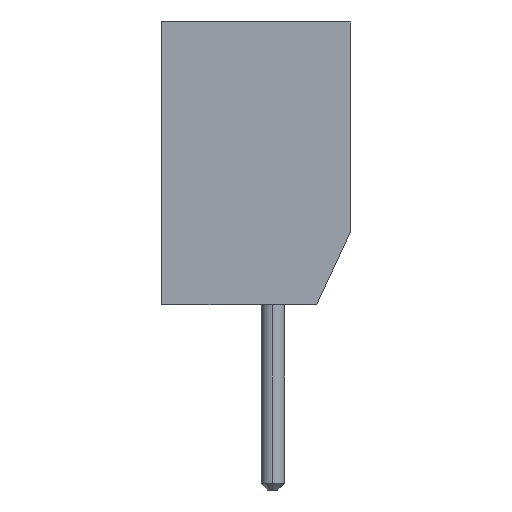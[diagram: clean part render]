
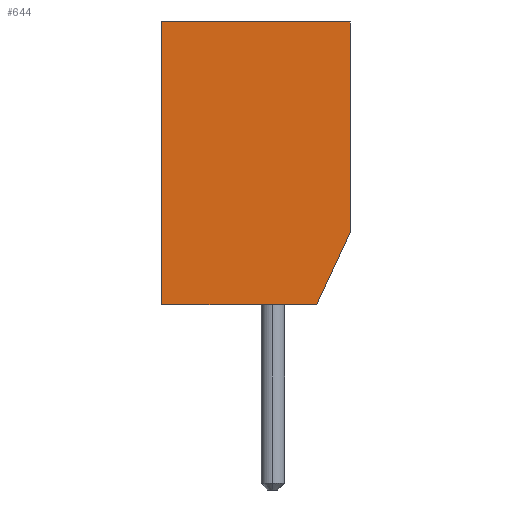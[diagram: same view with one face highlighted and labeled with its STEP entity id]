
A CAD part, left-side view. The second image highlights one B-rep face of the part: STEP entity #644.
In plain terms, the highlighted planar face has unit normal (-1, 0, 0).
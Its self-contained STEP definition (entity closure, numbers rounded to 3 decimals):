
#69 = CARTESIAN_POINT ( 'NONE',  ( -1.41, -2.8, 0. ) ) ;
#99 = LINE ( 'NONE', #69, #1712 ) ;
#108 = ORIENTED_EDGE ( 'NONE', *, *, #2226, .F. ) ;
#172 = VECTOR ( 'NONE', #2966, 1000. ) ;
#320 = CARTESIAN_POINT ( 'NONE',  ( -1.41, 2.8, 0. ) ) ;
#391 = EDGE_CURVE ( 'NONE', #1076, #2318, #99, .T. ) ;
#406 = VERTEX_POINT ( 'NONE', #1091 ) ;
#502 = EDGE_CURVE ( 'NONE', #406, #1076, #2928, .T. ) ;
#606 = CARTESIAN_POINT ( 'NONE',  ( -1.41, 2.8, 8.4 ) ) ;
#644 = ADVANCED_FACE ( 'NONE', ( #2824 ), #666, .F. ) ;
#666 = PLANE ( 'NONE',  #2933 ) ;
#829 = VECTOR ( 'NONE', #2774, 1000. ) ;
#918 = EDGE_LOOP ( 'NONE', ( #2238, #2796, #108, #1215, #2487 ) ) ;
#1076 = VERTEX_POINT ( 'NONE', #320 ) ;
#1091 = CARTESIAN_POINT ( 'NONE',  ( -1.41, 2.8, 8.4 ) ) ;
#1167 = CARTESIAN_POINT ( 'NONE',  ( -1.41, -2.8, 8.4 ) ) ;
#1215 = ORIENTED_EDGE ( 'NONE', *, *, #3213, .F. ) ;
#1403 = DIRECTION ( 'NONE',  ( 0., 0., -1. ) ) ;
#1465 = CARTESIAN_POINT ( 'NONE',  ( -1.41, -2.8, 8.4 ) ) ;
#1542 = CARTESIAN_POINT ( 'NONE',  ( -1.41, -2.8, 2.145 ) ) ;
#1678 = CARTESIAN_POINT ( 'NONE',  ( -1.41, -2.8, 8.4 ) ) ;
#1705 = CARTESIAN_POINT ( 'NONE',  ( -1.41, -1.8, 0. ) ) ;
#1712 = VECTOR ( 'NONE', #1849, 1000. ) ;
#1849 = DIRECTION ( 'NONE',  ( 0., -1., 0. ) ) ;
#2041 = VECTOR ( 'NONE', #2446, 1000. ) ;
#2176 = DIRECTION ( 'NONE',  ( 1., 0., 0. ) ) ;
#2226 = EDGE_CURVE ( 'NONE', #3068, #2911, #2664, .T. ) ;
#2238 = ORIENTED_EDGE ( 'NONE', *, *, #391, .T. ) ;
#2243 = CARTESIAN_POINT ( 'NONE',  ( -1.41, -2.8, 2.145 ) ) ;
#2318 = VERTEX_POINT ( 'NONE', #1705 ) ;
#2446 = DIRECTION ( 'NONE',  ( 0., 0., -1. ) ) ;
#2487 = ORIENTED_EDGE ( 'NONE', *, *, #502, .T. ) ;
#2654 = VECTOR ( 'NONE', #2682, 1000. ) ;
#2664 = LINE ( 'NONE', #1465, #2041 ) ;
#2682 = DIRECTION ( 'NONE',  ( 0., -1., 0. ) ) ;
#2714 = LINE ( 'NONE', #1678, #2654 ) ;
#2774 = DIRECTION ( 'NONE',  ( 0., -0.423, 0.906 ) ) ;
#2796 = ORIENTED_EDGE ( 'NONE', *, *, #2943, .T. ) ;
#2824 = FACE_OUTER_BOUND ( 'NONE', #918, .T. ) ;
#2911 = VERTEX_POINT ( 'NONE', #2243 ) ;
#2928 = LINE ( 'NONE', #606, #172 ) ;
#2933 = AXIS2_PLACEMENT_3D ( 'NONE', #1167, #2176, #1403 ) ;
#2943 = EDGE_CURVE ( 'NONE', #2318, #2911, #3278, .T. ) ;
#2966 = DIRECTION ( 'NONE',  ( 0., 0., -1. ) ) ;
#3068 = VERTEX_POINT ( 'NONE', #3164 ) ;
#3164 = CARTESIAN_POINT ( 'NONE',  ( -1.41, -2.8, 8.4 ) ) ;
#3213 = EDGE_CURVE ( 'NONE', #406, #3068, #2714, .T. ) ;
#3278 = LINE ( 'NONE', #1542, #829 ) ;
